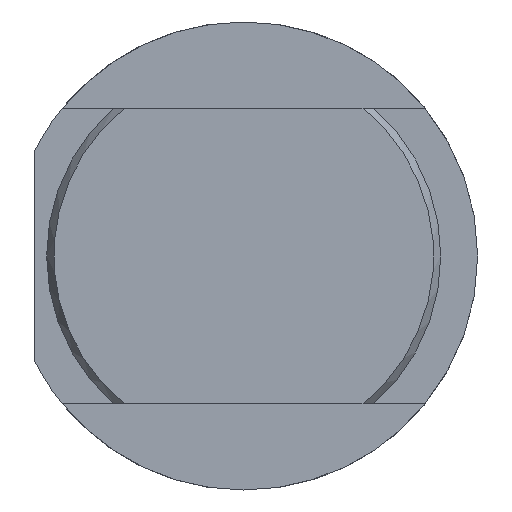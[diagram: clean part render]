
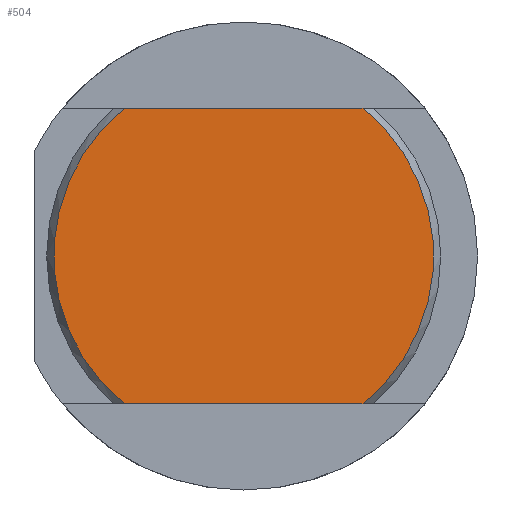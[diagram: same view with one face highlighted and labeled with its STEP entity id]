
A CAD part, left-side view. The second image highlights one B-rep face of the part: STEP entity #504.
In plain terms, the highlighted planar face has unit normal (-1, 0, 0).
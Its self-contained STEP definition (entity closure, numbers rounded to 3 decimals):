
#191 = EDGE_CURVE ( 'NONE', #2408, #2412, #1628, .T. ) ;
#200 = EDGE_CURVE ( 'NONE', #2408, #2421, #1638, .T. ) ;
#201 = EDGE_CURVE ( 'NONE', #2420, #2421, #1644, .T. ) ;
#202 = EDGE_CURVE ( 'NONE', #2420, #2412, #1632, .T. ) ;
#504 = ADVANCED_FACE ( 'NONE', ( #1829 ), #2917, .F. ) ;
#603 = CARTESIAN_POINT ( 'NONE',  ( 0., 4.844, 6. ) ) ;
#610 = CARTESIAN_POINT ( 'NONE',  ( 0., 4.844, -6. ) ) ;
#617 = CARTESIAN_POINT ( 'NONE',  ( 0., -4.844, -6. ) ) ;
#618 = CARTESIAN_POINT ( 'NONE',  ( 0., -4.844, 6. ) ) ;
#1070 = ORIENTED_EDGE ( 'NONE', *, *, #201, .T. ) ;
#1071 = ORIENTED_EDGE ( 'NONE', *, *, #200, .F. ) ;
#1072 = ORIENTED_EDGE ( 'NONE', *, *, #191, .T. ) ;
#1073 = ORIENTED_EDGE ( 'NONE', *, *, #202, .F. ) ;
#1268 = EDGE_LOOP ( 'NONE', ( #1070, #1071, #1072, #1073 ) ) ;
#1623 = VECTOR ( 'NONE', #2567, 1000. ) ;
#1624 = VECTOR ( 'NONE', #2562, 1000. ) ;
#1628 = CIRCLE ( 'NONE', #2128, 7.711 ) ;
#1632 = LINE ( 'NONE', #2566, #1623 ) ;
#1638 = LINE ( 'NONE', #2555, #1624 ) ;
#1644 = CIRCLE ( 'NONE', #2137, 7.711 ) ;
#1829 = FACE_OUTER_BOUND ( 'NONE', #1268, .T. ) ;
#2128 = AXIS2_PLACEMENT_3D ( 'NONE', #2537, #2542, #2543 ) ;
#2137 = AXIS2_PLACEMENT_3D ( 'NONE', #2561, #2564, #2565 ) ;
#2213 = AXIS2_PLACEMENT_3D ( 'NONE', #2916, #2919, #2920 ) ;
#2408 = VERTEX_POINT ( 'NONE', #603 ) ;
#2412 = VERTEX_POINT ( 'NONE', #610 ) ;
#2420 = VERTEX_POINT ( 'NONE', #617 ) ;
#2421 = VERTEX_POINT ( 'NONE', #618 ) ;
#2537 = CARTESIAN_POINT ( 'NONE',  ( 0., 0., 0. ) ) ;
#2542 = DIRECTION ( 'NONE',  ( -1., 0., 0. ) ) ;
#2543 = DIRECTION ( 'NONE',  ( 0., 0., -1. ) ) ;
#2555 = CARTESIAN_POINT ( 'NONE',  ( 0., 7.365, 6. ) ) ;
#2561 = CARTESIAN_POINT ( 'NONE',  ( 0., 0., 0. ) ) ;
#2562 = DIRECTION ( 'NONE',  ( 0., -1., 0. ) ) ;
#2564 = DIRECTION ( 'NONE',  ( -1., 0., 0. ) ) ;
#2565 = DIRECTION ( 'NONE',  ( 0., 0., -1. ) ) ;
#2566 = CARTESIAN_POINT ( 'NONE',  ( 0., 7.365, -6. ) ) ;
#2567 = DIRECTION ( 'NONE',  ( 0., 1., 0. ) ) ;
#2916 = CARTESIAN_POINT ( 'NONE',  ( 0., 0., 0. ) ) ;
#2917 = PLANE ( 'NONE',  #2213 ) ;
#2919 = DIRECTION ( 'NONE',  ( 1., 0., 0. ) ) ;
#2920 = DIRECTION ( 'NONE',  ( 0., 0., -1. ) ) ;
